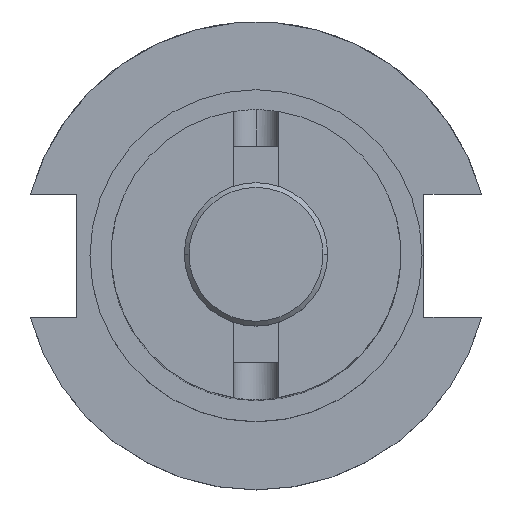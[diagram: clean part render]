
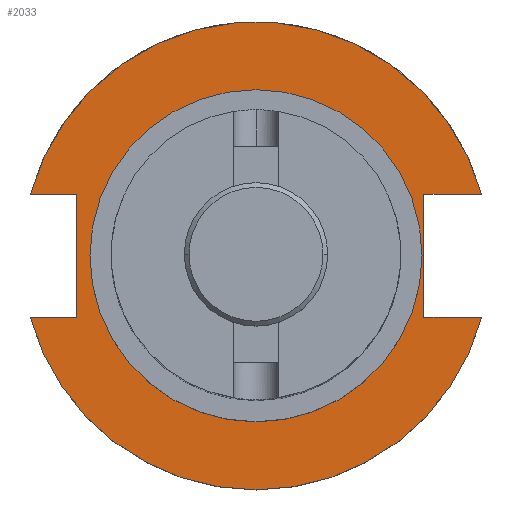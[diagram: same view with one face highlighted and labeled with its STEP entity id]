
A CAD part, top view. The second image highlights one B-rep face of the part: STEP entity #2033.
In plain terms, the highlighted planar face has unit normal (0, 0, 1).
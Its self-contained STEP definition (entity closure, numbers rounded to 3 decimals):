
#27 = VERTEX_POINT ( 'NONE', #1690 ) ;
#56 = LINE ( 'NONE', #1764, #571 ) ;
#67 = EDGE_CURVE ( 'NONE', #1641, #506, #2067, .T. ) ;
#71 = DIRECTION ( 'NONE',  ( 0., -1., 0. ) ) ;
#109 = EDGE_CURVE ( 'NONE', #27, #1352, #56, .T. ) ;
#129 = AXIS2_PLACEMENT_3D ( 'NONE', #132, #328, #921 ) ;
#132 = CARTESIAN_POINT ( 'NONE',  ( 0., 0., 19.05 ) ) ;
#169 = FACE_OUTER_BOUND ( 'NONE', #2482, .T. ) ;
#197 = DIRECTION ( 'NONE',  ( 1., 0., 0. ) ) ;
#204 = VECTOR ( 'NONE', #619, 1000. ) ;
#227 = EDGE_CURVE ( 'NONE', #2346, #2038, #644, .T. ) ;
#328 = DIRECTION ( 'NONE',  ( 0., 0., 1. ) ) ;
#358 = EDGE_CURVE ( 'NONE', #1352, #1642, #2477, .T. ) ;
#373 = CIRCLE ( 'NONE', #2137, 49.212 ) ;
#411 = VERTEX_POINT ( 'NONE', #994 ) ;
#506 = VERTEX_POINT ( 'NONE', #1038 ) ;
#511 = ORIENTED_EDGE ( 'NONE', *, *, #227, .F. ) ;
#515 = ORIENTED_EDGE ( 'NONE', *, *, #1260, .T. ) ;
#571 = VECTOR ( 'NONE', #1586, 1000. ) ;
#576 = CARTESIAN_POINT ( 'NONE',  ( 35.306, -12.954, 19.05 ) ) ;
#579 = DIRECTION ( 'NONE',  ( -1., 0., 0. ) ) ;
#586 = CARTESIAN_POINT ( 'NONE',  ( -37.719, -12.954, 19.05 ) ) ;
#591 = CIRCLE ( 'NONE', #950, 34.925 ) ;
#619 = DIRECTION ( 'NONE',  ( 0., 1., 0. ) ) ;
#644 = LINE ( 'NONE', #1782, #728 ) ;
#668 = FACE_BOUND ( 'NONE', #2030, .T. ) ;
#673 = DIRECTION ( 'NONE',  ( 0., 0., 1. ) ) ;
#728 = VECTOR ( 'NONE', #579, 1000. ) ;
#781 = CARTESIAN_POINT ( 'NONE',  ( -37.719, 12.954, 19.05 ) ) ;
#791 = VERTEX_POINT ( 'NONE', #2241 ) ;
#875 = CARTESIAN_POINT ( 'NONE',  ( 0., 49.212, 19.05 ) ) ;
#921 = DIRECTION ( 'NONE',  ( 0., -1., 0. ) ) ;
#950 = AXIS2_PLACEMENT_3D ( 'NONE', #1856, #2072, #71 ) ;
#970 = CIRCLE ( 'NONE', #2176, 49.212 ) ;
#994 = CARTESIAN_POINT ( 'NONE',  ( 35.306, -12.954, 19.05 ) ) ;
#1038 = CARTESIAN_POINT ( 'NONE',  ( 0., -34.925, 19.05 ) ) ;
#1059 = ORIENTED_EDGE ( 'NONE', *, *, #1752, .F. ) ;
#1121 = CARTESIAN_POINT ( 'NONE',  ( 0., 0., 19.05 ) ) ;
#1132 = ORIENTED_EDGE ( 'NONE', *, *, #358, .F. ) ;
#1181 = DIRECTION ( 'NONE',  ( -1., 0., 0. ) ) ;
#1193 = CARTESIAN_POINT ( 'NONE',  ( -63.719, 12.954, 19.05 ) ) ;
#1207 = EDGE_CURVE ( 'NONE', #506, #1641, #591, .T. ) ;
#1260 = EDGE_CURVE ( 'NONE', #2346, #1660, #1945, .T. ) ;
#1261 = DIRECTION ( 'NONE',  ( 0., -1., 0. ) ) ;
#1262 = VERTEX_POINT ( 'NONE', #2153 ) ;
#1270 = CARTESIAN_POINT ( 'NONE',  ( 0., 0., 19.05 ) ) ;
#1284 = ORIENTED_EDGE ( 'NONE', *, *, #1670, .F. ) ;
#1352 = VERTEX_POINT ( 'NONE', #586 ) ;
#1359 = CARTESIAN_POINT ( 'NONE',  ( -37.719, 12.954, 19.05 ) ) ;
#1391 = EDGE_CURVE ( 'NONE', #1642, #1660, #1527, .T. ) ;
#1424 = ORIENTED_EDGE ( 'NONE', *, *, #1207, .F. ) ;
#1477 = DIRECTION ( 'NONE',  ( 0., 0., 1. ) ) ;
#1527 = LINE ( 'NONE', #1193, #2245 ) ;
#1535 = DIRECTION ( 'NONE',  ( 0., -1., 0. ) ) ;
#1538 = AXIS2_PLACEMENT_3D ( 'NONE', #1121, #2347, #1535 ) ;
#1586 = DIRECTION ( 'NONE',  ( 1., 0., 0. ) ) ;
#1628 = LINE ( 'NONE', #576, #2053 ) ;
#1641 = VERTEX_POINT ( 'NONE', #2596 ) ;
#1642 = VERTEX_POINT ( 'NONE', #1359 ) ;
#1660 = VERTEX_POINT ( 'NONE', #1761 ) ;
#1670 = EDGE_CURVE ( 'NONE', #411, #1262, #1628, .T. ) ;
#1676 = PLANE ( 'NONE',  #2224 ) ;
#1690 = CARTESIAN_POINT ( 'NONE',  ( -47.477, -12.954, 19.05 ) ) ;
#1752 = EDGE_CURVE ( 'NONE', #2038, #411, #2612, .T. ) ;
#1761 = CARTESIAN_POINT ( 'NONE',  ( -47.477, 12.954, 19.05 ) ) ;
#1762 = ORIENTED_EDGE ( 'NONE', *, *, #1391, .F. ) ;
#1764 = CARTESIAN_POINT ( 'NONE',  ( -63.719, -12.954, 19.05 ) ) ;
#1782 = CARTESIAN_POINT ( 'NONE',  ( 35.306, 12.954, 19.05 ) ) ;
#1856 = CARTESIAN_POINT ( 'NONE',  ( 0., 0., 19.05 ) ) ;
#1867 = ORIENTED_EDGE ( 'NONE', *, *, #1920, .T. ) ;
#1878 = CARTESIAN_POINT ( 'NONE',  ( 0., 0., 19.05 ) ) ;
#1886 = DIRECTION ( 'NONE',  ( 0., -1., 0. ) ) ;
#1920 = EDGE_CURVE ( 'NONE', #791, #1262, #970, .T. ) ;
#1945 = CIRCLE ( 'NONE', #129, 49.212 ) ;
#1999 = ORIENTED_EDGE ( 'NONE', *, *, #109, .F. ) ;
#2018 = CARTESIAN_POINT ( 'NONE',  ( 47.477, 12.954, 19.05 ) ) ;
#2027 = EDGE_CURVE ( 'NONE', #27, #791, #373, .T. ) ;
#2030 = EDGE_LOOP ( 'NONE', ( #1424, #2463 ) ) ;
#2033 = ADVANCED_FACE ( 'NONE', ( #668, #169 ), #1676, .T. ) ;
#2038 = VERTEX_POINT ( 'NONE', #2303 ) ;
#2053 = VECTOR ( 'NONE', #197, 1000. ) ;
#2067 = CIRCLE ( 'NONE', #1538, 34.925 ) ;
#2072 = DIRECTION ( 'NONE',  ( 0., 0., 1. ) ) ;
#2085 = VECTOR ( 'NONE', #2609, 1000. ) ;
#2094 = DIRECTION ( 'NONE',  ( 0., -1., 0. ) ) ;
#2137 = AXIS2_PLACEMENT_3D ( 'NONE', #1878, #673, #2094 ) ;
#2153 = CARTESIAN_POINT ( 'NONE',  ( 47.477, -12.954, 19.05 ) ) ;
#2176 = AXIS2_PLACEMENT_3D ( 'NONE', #1270, #1477, #1261 ) ;
#2204 = CARTESIAN_POINT ( 'NONE',  ( 35.306, 12.954, 19.05 ) ) ;
#2224 = AXIS2_PLACEMENT_3D ( 'NONE', #875, #2495, #1886 ) ;
#2241 = CARTESIAN_POINT ( 'NONE',  ( 0., -49.212, 19.05 ) ) ;
#2245 = VECTOR ( 'NONE', #1181, 1000. ) ;
#2303 = CARTESIAN_POINT ( 'NONE',  ( 35.306, 12.954, 19.05 ) ) ;
#2346 = VERTEX_POINT ( 'NONE', #2018 ) ;
#2347 = DIRECTION ( 'NONE',  ( 0., 0., 1. ) ) ;
#2455 = ORIENTED_EDGE ( 'NONE', *, *, #2027, .T. ) ;
#2463 = ORIENTED_EDGE ( 'NONE', *, *, #67, .F. ) ;
#2477 = LINE ( 'NONE', #781, #204 ) ;
#2482 = EDGE_LOOP ( 'NONE', ( #2455, #1867, #1284, #1059, #511, #515, #1762, #1132, #1999 ) ) ;
#2495 = DIRECTION ( 'NONE',  ( 0., 0., 1. ) ) ;
#2596 = CARTESIAN_POINT ( 'NONE',  ( 0., 34.925, 19.05 ) ) ;
#2609 = DIRECTION ( 'NONE',  ( 0., -1., 0. ) ) ;
#2612 = LINE ( 'NONE', #2204, #2085 ) ;
